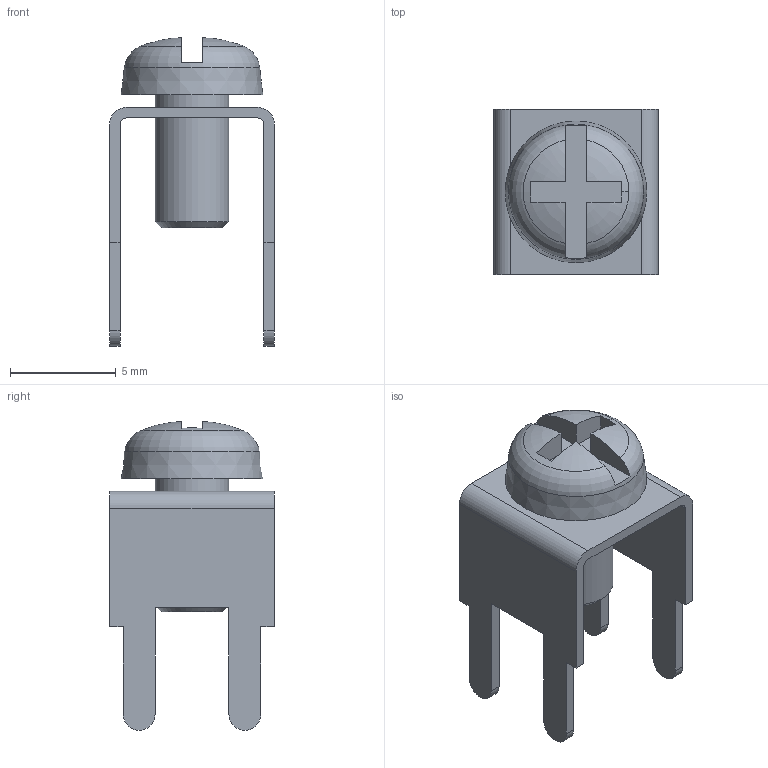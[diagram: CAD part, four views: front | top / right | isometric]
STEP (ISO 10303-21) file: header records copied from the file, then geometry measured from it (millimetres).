
FILE_DESCRIPTION(('FreeCAD Model'),'2;1');
FILE_NAME('P-820N.stp','2019-03-31T11:46:16',('Author'),(''), 'Open CASCADE STEP processor 7.2','FreeCAD','Unknown');
FILE_SCHEMA(('AUTOMOTIVE_DESIGN { 1 0 10303 214 1 1 1 1 }'));
Length unit declared in the file: millimetre
Products named in the file (2): Screw#6; Case
Bounding box: 7.8 x 7.8 x 14.6 mm (x, y, z)
Volume: 203.2 mm3; surface area: 579.2 mm2
Topology: 2 solids, 2 shells, 57 faces, 151 edges, 99 vertices
Faces by surface type: plane 35, cylinder 14, torus 3, revolution 3, cone 2
Full cylindrical faces by diameter (mm): 2.8 x1, 3.5 x1
Entity records: 4566 total; most frequent: CARTESIAN_POINT 1563, DIRECTION 469, ORIENTED_EDGE 302, PCURVE 302, DEFINITIONAL_REPRESENTATION 302, LINE 252, VECTOR 252, EDGE_CURVE 151
